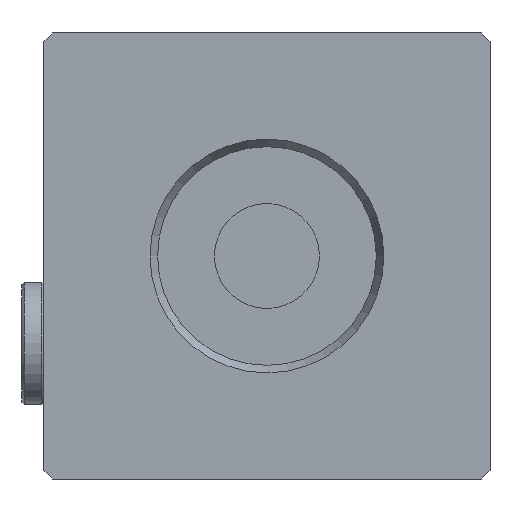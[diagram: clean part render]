
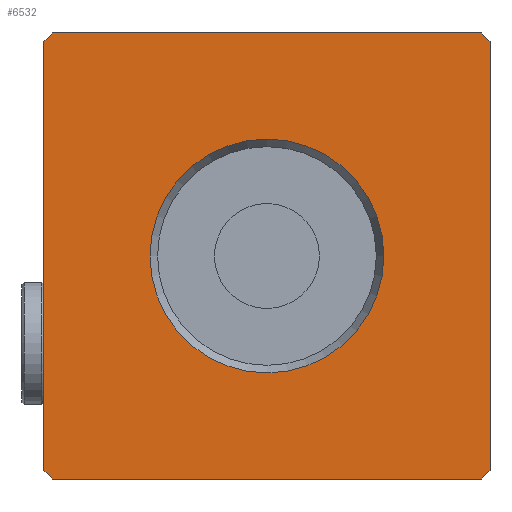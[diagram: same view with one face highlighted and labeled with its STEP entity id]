
A CAD part, front view. The second image highlights one B-rep face of the part: STEP entity #6532.
In plain terms, the highlighted planar face has unit normal (0, -1, 0).
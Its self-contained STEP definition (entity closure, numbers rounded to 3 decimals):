
#179=LINE('',#8824,#566);
#255=LINE('',#9060,#642);
#274=LINE('',#9114,#661);
#277=LINE('',#9120,#664);
#280=LINE('',#9130,#667);
#283=LINE('',#9136,#670);
#293=LINE('',#9162,#680);
#296=LINE('',#9167,#683);
#566=VECTOR('',#7371,1000.);
#642=VECTOR('',#7559,1000.);
#661=VECTOR('',#7596,1000.);
#664=VECTOR('',#7601,1000.);
#667=VECTOR('',#7610,1000.);
#670=VECTOR('',#7615,1000.);
#680=VECTOR('',#7633,1000.);
#683=VECTOR('',#7638,1000.);
#1174=ORIENTED_EDGE('',*,*,#2410,.F.);
#1175=ORIENTED_EDGE('',*,*,#2242,.F.);
#1176=ORIENTED_EDGE('',*,*,#2409,.F.);
#1177=ORIENTED_EDGE('',*,*,#2406,.F.);
#1178=ORIENTED_EDGE('',*,*,#2393,.F.);
#1179=ORIENTED_EDGE('',*,*,#2390,.F.);
#1180=ORIENTED_EDGE('',*,*,#2385,.F.);
#1181=ORIENTED_EDGE('',*,*,#2382,.F.);
#1182=ORIENTED_EDGE('',*,*,#2355,.F.);
#2242=EDGE_CURVE('',#2884,#2885,#179,.T.);
#2355=EDGE_CURVE('',#2885,#2973,#255,.T.);
#2382=EDGE_CURVE('',#2973,#2999,#274,.T.);
#2385=EDGE_CURVE('',#2999,#3001,#277,.T.);
#2390=EDGE_CURVE('',#3001,#3005,#280,.T.);
#2393=EDGE_CURVE('',#3005,#3007,#283,.T.);
#2406=EDGE_CURVE('',#3007,#3019,#293,.T.);
#2409=EDGE_CURVE('',#3019,#2884,#296,.T.);
#2410=EDGE_CURVE('',#3020,#3020,#3380,.T.);
#2884=VERTEX_POINT('',#8823);
#2885=VERTEX_POINT('',#8825);
#2973=VERTEX_POINT('',#9061);
#2999=VERTEX_POINT('',#9115);
#3001=VERTEX_POINT('',#9121);
#3005=VERTEX_POINT('',#9131);
#3007=VERTEX_POINT('',#9137);
#3019=VERTEX_POINT('',#9163);
#3020=VERTEX_POINT('',#9170);
#3380=CIRCLE('',#6901,13.366);
#3619=EDGE_LOOP('',(#1174));
#3620=EDGE_LOOP('',(#1175,#1176,#1177,#1178,#1179,#1180,#1181,#1182));
#4004=FACE_BOUND('',#3619,.T.);
#4005=FACE_BOUND('',#3620,.T.);
#4361=PLANE('',#6900);
#6532=ADVANCED_FACE('',(#4004,#4005),#4361,.F.);
#6900=AXIS2_PLACEMENT_3D('',#9168,#7639,#7640);
#6901=AXIS2_PLACEMENT_3D('',#9169,#7641,#7642);
#7371=DIRECTION('',(0.,0.,1.));
#7559=DIRECTION('',(0.707,0.,0.707));
#7596=DIRECTION('',(1.,0.,0.));
#7601=DIRECTION('',(0.707,0.,-0.707));
#7610=DIRECTION('',(0.,0.,-1.));
#7615=DIRECTION('',(-0.707,0.,-0.707));
#7633=DIRECTION('',(-1.,0.,0.));
#7638=DIRECTION('',(-0.707,0.,0.707));
#7639=DIRECTION('',(0.,1.,0.));
#7640=DIRECTION('',(0.,0.,1.));
#7641=DIRECTION('',(0.,-1.,0.));
#7642=DIRECTION('',(0.,0.,-1.));
#8823=CARTESIAN_POINT('',(-25.5,-72.35,-24.5));
#8824=CARTESIAN_POINT('',(-25.5,-72.35,-24.5));
#8825=CARTESIAN_POINT('',(-25.5,-72.35,24.5));
#9060=CARTESIAN_POINT('',(-25.5,-72.35,24.5));
#9061=CARTESIAN_POINT('',(-24.5,-72.35,25.5));
#9114=CARTESIAN_POINT('',(-24.5,-72.35,25.5));
#9115=CARTESIAN_POINT('',(24.5,-72.35,25.5));
#9120=CARTESIAN_POINT('',(24.5,-72.35,25.5));
#9121=CARTESIAN_POINT('',(25.5,-72.35,24.5));
#9130=CARTESIAN_POINT('',(25.5,-72.35,24.5));
#9131=CARTESIAN_POINT('',(25.5,-72.35,-24.5));
#9136=CARTESIAN_POINT('',(25.5,-72.35,-24.5));
#9137=CARTESIAN_POINT('',(24.5,-72.35,-25.5));
#9162=CARTESIAN_POINT('',(24.5,-72.35,-25.5));
#9163=CARTESIAN_POINT('',(-24.5,-72.35,-25.5));
#9167=CARTESIAN_POINT('',(-24.5,-72.35,-25.5));
#9168=CARTESIAN_POINT('',(0.,-72.35,0.));
#9169=CARTESIAN_POINT('',(0.,-72.35,0.));
#9170=CARTESIAN_POINT('',(0.,-72.35,-13.366));
